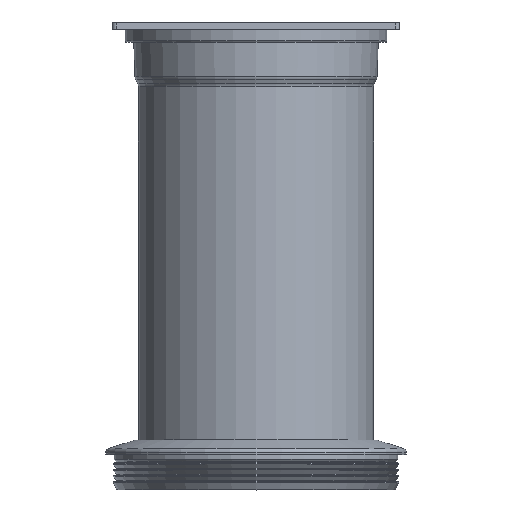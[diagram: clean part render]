
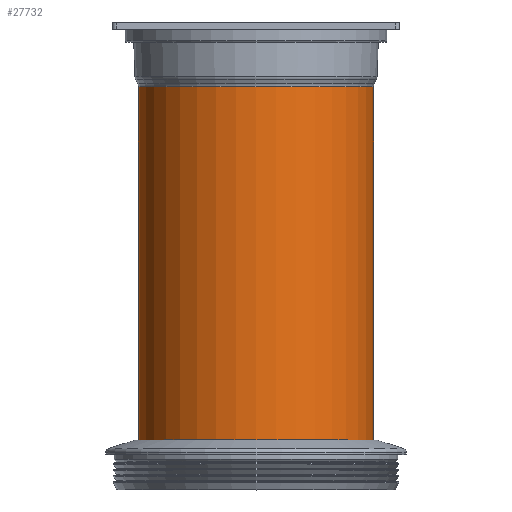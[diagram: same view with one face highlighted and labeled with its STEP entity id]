
A CAD part, top view. The second image highlights one B-rep face of the part: STEP entity #27732.
In plain terms, the highlighted cylindrical face has radius 157.5 mm (diameter 315 mm), a full revolution.
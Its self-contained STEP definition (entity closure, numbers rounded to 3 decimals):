
#2857=CYLINDRICAL_SURFACE('',#30972,157.5);
#3887=LINE('',#71919,#4809);
#4809=VECTOR('',#38171,157.5);
#6899=FACE_OUTER_BOUND('',#8857,.T.);
#8857=EDGE_LOOP('',(#25567,#25568,#25569,#25570,#25571,#25572));
#10623=CIRCLE('',#30970,157.5);
#10624=CIRCLE('',#30971,157.5);
#10625=CIRCLE('',#30973,157.5);
#10626=CIRCLE('',#30974,157.5);
#13045=VERTEX_POINT('',#71912);
#13046=VERTEX_POINT('',#71914);
#13047=VERTEX_POINT('',#71918);
#13048=VERTEX_POINT('',#71920);
#17222=EDGE_CURVE('',#13045,#13046,#10623,.T.);
#17223=EDGE_CURVE('',#13046,#13045,#10624,.T.);
#17224=EDGE_CURVE('',#13046,#13047,#3887,.T.);
#17225=EDGE_CURVE('',#13047,#13048,#10625,.T.);
#17226=EDGE_CURVE('',#13048,#13047,#10626,.T.);
#25567=ORIENTED_EDGE('',*,*,#17222,.F.);
#25568=ORIENTED_EDGE('',*,*,#17223,.F.);
#25569=ORIENTED_EDGE('',*,*,#17224,.T.);
#25570=ORIENTED_EDGE('',*,*,#17225,.T.);
#25571=ORIENTED_EDGE('',*,*,#17226,.T.);
#25572=ORIENTED_EDGE('',*,*,#17224,.F.);
#27732=ADVANCED_FACE('',(#6899),#2857,.T.);
#30970=AXIS2_PLACEMENT_3D('',#71915,#38165,#38166);
#30971=AXIS2_PLACEMENT_3D('',#71916,#38167,#38168);
#30972=AXIS2_PLACEMENT_3D('',#71917,#38169,#38170);
#30973=AXIS2_PLACEMENT_3D('',#71921,#38172,#38173);
#30974=AXIS2_PLACEMENT_3D('',#71922,#38174,#38175);
#38165=DIRECTION('center_axis',(0.,-1.,0.));
#38166=DIRECTION('ref_axis',(1.,0.,0.));
#38167=DIRECTION('center_axis',(0.,-1.,0.));
#38168=DIRECTION('ref_axis',(1.,0.,0.));
#38169=DIRECTION('center_axis',(0.,-1.,0.));
#38170=DIRECTION('ref_axis',(-1.,0.,0.));
#38171=DIRECTION('',(0.,1.,0.));
#38172=DIRECTION('center_axis',(0.,-1.,0.));
#38173=DIRECTION('ref_axis',(1.,0.,0.));
#38174=DIRECTION('center_axis',(0.,-1.,0.));
#38175=DIRECTION('ref_axis',(1.,0.,0.));
#71912=CARTESIAN_POINT('',(0.,9.448,157.5));
#71914=CARTESIAN_POINT('',(157.5,9.448,0.));
#71915=CARTESIAN_POINT('Origin',(0.,9.448,
0.));
#71916=CARTESIAN_POINT('Origin',(0.,9.448,
0.));
#71917=CARTESIAN_POINT('Origin',(0.,269.665,
0.));
#71918=CARTESIAN_POINT('',(157.5,539.329,0.));
#71919=CARTESIAN_POINT('',(157.5,269.665,0.));
#71920=CARTESIAN_POINT('',(0.,539.329,157.5));
#71921=CARTESIAN_POINT('Origin',(0.,539.329,
0.));
#71922=CARTESIAN_POINT('Origin',(0.,539.329,
0.));
